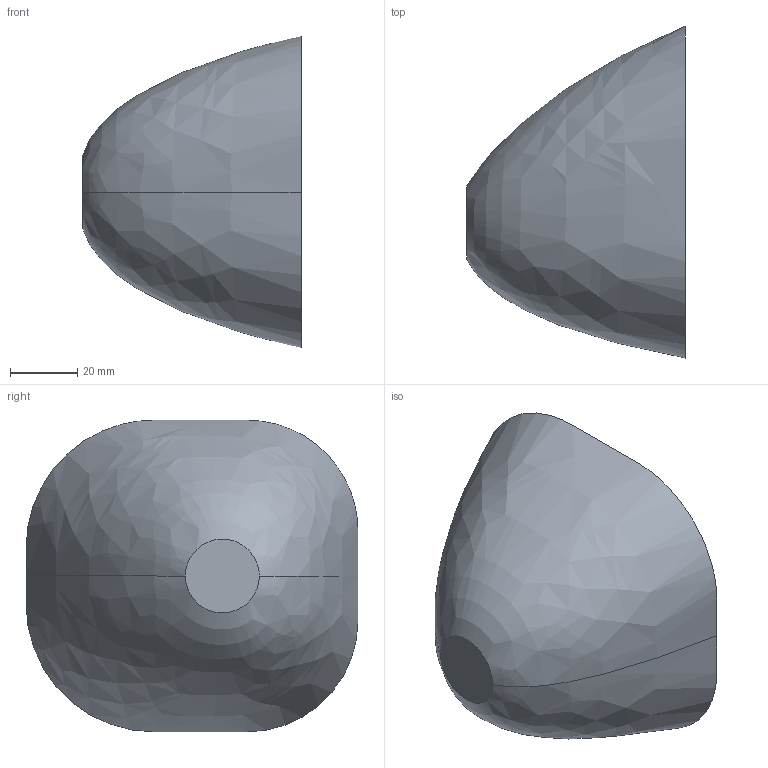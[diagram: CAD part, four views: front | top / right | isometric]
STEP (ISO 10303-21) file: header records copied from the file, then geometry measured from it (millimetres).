
FILE_DESCRIPTION (( 'STEP AP214' ), '1' );
FILE_NAME ('NOSE CLEAN SOLID.STEP', '2024-10-21T17:44:28', ( '' ), ( '' ), 'SwSTEP 2.0', 'SolidWorks 2023', '' );
FILE_SCHEMA (( 'AUTOMOTIVE_DESIGN' ));
Length unit declared in the file: millimetre
Products named in the file (1): NOSE CLEAN SOLID
Bounding box: 65 x 98.81 x 92.8 mm (x, y, z)
Volume: 291243.4 mm3; surface area: 25578.6 mm2
Topology: 1 solids, 1 shells, 4 faces, 14 edges, 12 vertices
Faces by surface type: bspline 2, plane 2
Entity records: 1208 total; most frequent: CARTESIAN_POINT 1073, ORIENTED_EDGE 28, DIRECTION 15, EDGE_CURVE 14, VERTEX_POINT 12, B_SPLINE_CURVE_WITH_KNOTS 8, AXIS2_PLACEMENT_3D 6, EDGE_LOOP 4
